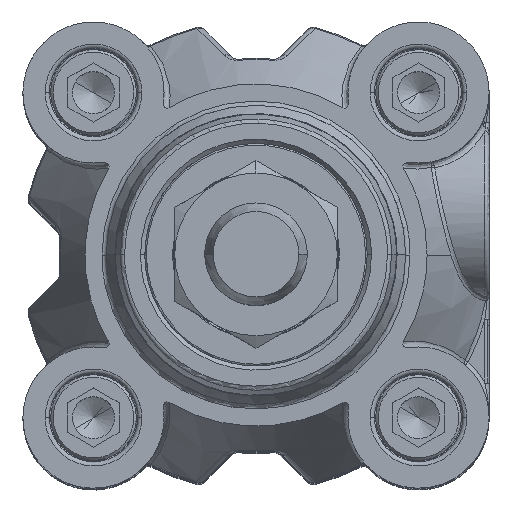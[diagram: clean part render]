
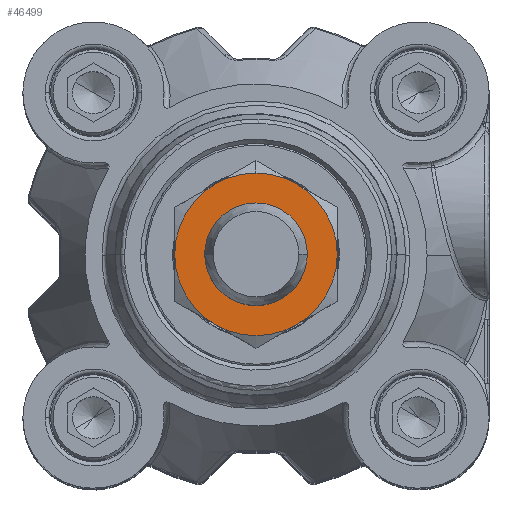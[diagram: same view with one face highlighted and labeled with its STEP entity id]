
A CAD part, top view. The second image highlights one B-rep face of the part: STEP entity #46499.
In plain terms, the highlighted planar face has unit normal (0, 0, 1).
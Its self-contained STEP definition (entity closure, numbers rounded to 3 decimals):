
#717 = CARTESIAN_POINT ( 'NONE',  ( -4.75, -8.227, 122. ) ) ;
#7114 = CIRCLE ( 'NONE', #27456, 6. ) ;
#8231 = AXIS2_PLACEMENT_3D ( 'NONE', #16662, #40982, #34193 ) ;
#8645 = ORIENTED_EDGE ( 'NONE', *, *, #71811, .T. ) ;
#9796 = DIRECTION ( 'NONE',  ( 0., 1., 0. ) ) ;
#9933 = CARTESIAN_POINT ( 'NONE',  ( -4.75, 8.227, 122. ) ) ;
#10766 = EDGE_CURVE ( 'NONE', #13839, #30247, #23718, .T. ) ;
#11454 = PLANE ( 'NONE',  #56750 ) ;
#12230 = FACE_BOUND ( 'NONE', #78404, .T. ) ;
#13023 = CARTESIAN_POINT ( 'NONE',  ( 0., 0., 122. ) ) ;
#13839 = VERTEX_POINT ( 'NONE', #17687 ) ;
#14122 = VERTEX_POINT ( 'NONE', #55808 ) ;
#14329 = CIRCLE ( 'NONE', #70322, 9.5 ) ;
#16662 = CARTESIAN_POINT ( 'NONE',  ( 0., 0., 122. ) ) ;
#17687 = CARTESIAN_POINT ( 'NONE',  ( -6., 0., 122. ) ) ;
#17715 = CARTESIAN_POINT ( 'NONE',  ( 9.5, 0., 122. ) ) ;
#18582 = DIRECTION ( 'NONE',  ( 0., 0., 1. ) ) ;
#18628 = CARTESIAN_POINT ( 'NONE',  ( 6., 0., 122. ) ) ;
#19447 = ORIENTED_EDGE ( 'NONE', *, *, #58540, .T. ) ;
#19942 = ORIENTED_EDGE ( 'NONE', *, *, #36372, .T. ) ;
#22201 = CIRCLE ( 'NONE', #8231, 9.5 ) ;
#22476 = CARTESIAN_POINT ( 'NONE',  ( 0., 0., 122. ) ) ;
#22632 = AXIS2_PLACEMENT_3D ( 'NONE', #57149, #51164, #69462 ) ;
#22768 = CARTESIAN_POINT ( 'NONE',  ( 0., 0., 122. ) ) ;
#23718 = CIRCLE ( 'NONE', #78276, 6. ) ;
#24243 = CARTESIAN_POINT ( 'NONE',  ( 0., 0., 122. ) ) ;
#24274 = DIRECTION ( 'NONE',  ( -1., 0., 0. ) ) ;
#25848 = CARTESIAN_POINT ( 'NONE',  ( 4.75, -8.227, 122. ) ) ;
#26328 = ORIENTED_EDGE ( 'NONE', *, *, #46239, .F. ) ;
#27456 = AXIS2_PLACEMENT_3D ( 'NONE', #54937, #42617, #24274 ) ;
#28583 = EDGE_CURVE ( 'NONE', #58862, #70149, #22201, .T. ) ;
#28967 = ORIENTED_EDGE ( 'NONE', *, *, #10766, .F. ) ;
#30198 = DIRECTION ( 'NONE',  ( 0., 1., 0. ) ) ;
#30247 = VERTEX_POINT ( 'NONE', #18628 ) ;
#31530 = CIRCLE ( 'NONE', #22632, 9.5 ) ;
#31877 = ORIENTED_EDGE ( 'NONE', *, *, #41810, .T. ) ;
#32852 = CARTESIAN_POINT ( 'NONE',  ( 0., 0., 122. ) ) ;
#33010 = DIRECTION ( 'NONE',  ( 0., 1., 0. ) ) ;
#34193 = DIRECTION ( 'NONE',  ( 0., 1., 0. ) ) ;
#34346 = CIRCLE ( 'NONE', #43270, 9.5 ) ;
#35766 = DIRECTION ( 'NONE',  ( 0., 1., 0. ) ) ;
#36253 = VERTEX_POINT ( 'NONE', #71659 ) ;
#36372 = EDGE_CURVE ( 'NONE', #14122, #41115, #44833, .T. ) ;
#36520 = FACE_OUTER_BOUND ( 'NONE', #57810, .T. ) ;
#37274 = DIRECTION ( 'NONE',  ( 0., 0., 1. ) ) ;
#39426 = DIRECTION ( 'NONE',  ( 0., 0., 1. ) ) ;
#40265 = ORIENTED_EDGE ( 'NONE', *, *, #48690, .T. ) ;
#40982 = DIRECTION ( 'NONE',  ( 0., 0., 1. ) ) ;
#41115 = VERTEX_POINT ( 'NONE', #47634 ) ;
#41676 = AXIS2_PLACEMENT_3D ( 'NONE', #24243, #61266, #30198 ) ;
#41810 = EDGE_CURVE ( 'NONE', #70149, #67551, #31530, .T. ) ;
#42435 = DIRECTION ( 'NONE',  ( 0., 0., 1. ) ) ;
#42617 = DIRECTION ( 'NONE',  ( 0., 0., 1. ) ) ;
#43270 = AXIS2_PLACEMENT_3D ( 'NONE', #22476, #46831, #9796 ) ;
#43591 = EDGE_CURVE ( 'NONE', #41115, #62675, #34346, .T. ) ;
#44833 = CIRCLE ( 'NONE', #68951, 9.5 ) ;
#46239 = EDGE_CURVE ( 'NONE', #30247, #13839, #7114, .T. ) ;
#46499 = ADVANCED_FACE ( 'NONE', ( #12230, #36520 ), #11454, .T. ) ;
#46831 = DIRECTION ( 'NONE',  ( 0., 0., 1. ) ) ;
#47104 = DIRECTION ( 'NONE',  ( 0., 0., 1. ) ) ;
#47634 = CARTESIAN_POINT ( 'NONE',  ( 0., 9.5, 122. ) ) ;
#48690 = EDGE_CURVE ( 'NONE', #67551, #14122, #63314, .T. ) ;
#51164 = DIRECTION ( 'NONE',  ( 0., 0., 1. ) ) ;
#51740 = CARTESIAN_POINT ( 'NONE',  ( 0., 0., 122. ) ) ;
#54937 = CARTESIAN_POINT ( 'NONE',  ( 0., 0., 122. ) ) ;
#55808 = CARTESIAN_POINT ( 'NONE',  ( 4.75, 8.227, 122. ) ) ;
#56750 = AXIS2_PLACEMENT_3D ( 'NONE', #13023, #18582, #35766 ) ;
#57149 = CARTESIAN_POINT ( 'NONE',  ( 0., 0., 122. ) ) ;
#57201 = ORIENTED_EDGE ( 'NONE', *, *, #28583, .T. ) ;
#57810 = EDGE_LOOP ( 'NONE', ( #31877, #40265, #19942, #67285, #8645, #19447, #57201 ) ) ;
#58307 = AXIS2_PLACEMENT_3D ( 'NONE', #22768, #47104, #70547 ) ;
#58540 = EDGE_CURVE ( 'NONE', #36253, #58862, #69705, .T. ) ;
#58862 = VERTEX_POINT ( 'NONE', #717 ) ;
#60703 = DIRECTION ( 'NONE',  ( 0., 1., 0. ) ) ;
#61266 = DIRECTION ( 'NONE',  ( 0., 0., 1. ) ) ;
#62347 = DIRECTION ( 'NONE',  ( -1., 0., 0. ) ) ;
#62675 = VERTEX_POINT ( 'NONE', #9933 ) ;
#63314 = CIRCLE ( 'NONE', #41676, 9.5 ) ;
#65492 = CARTESIAN_POINT ( 'NONE',  ( 0., 0., 122. ) ) ;
#67285 = ORIENTED_EDGE ( 'NONE', *, *, #43591, .T. ) ;
#67551 = VERTEX_POINT ( 'NONE', #17715 ) ;
#68951 = AXIS2_PLACEMENT_3D ( 'NONE', #51740, #39426, #33010 ) ;
#69462 = DIRECTION ( 'NONE',  ( 0., 1., 0. ) ) ;
#69705 = CIRCLE ( 'NONE', #58307, 9.5 ) ;
#70149 = VERTEX_POINT ( 'NONE', #25848 ) ;
#70322 = AXIS2_PLACEMENT_3D ( 'NONE', #65492, #42435, #60703 ) ;
#70547 = DIRECTION ( 'NONE',  ( 0., 1., 0. ) ) ;
#71659 = CARTESIAN_POINT ( 'NONE',  ( -9.5, 0., 122. ) ) ;
#71811 = EDGE_CURVE ( 'NONE', #62675, #36253, #14329, .T. ) ;
#78276 = AXIS2_PLACEMENT_3D ( 'NONE', #32852, #37274, #62347 ) ;
#78404 = EDGE_LOOP ( 'NONE', ( #28967, #26328 ) ) ;
